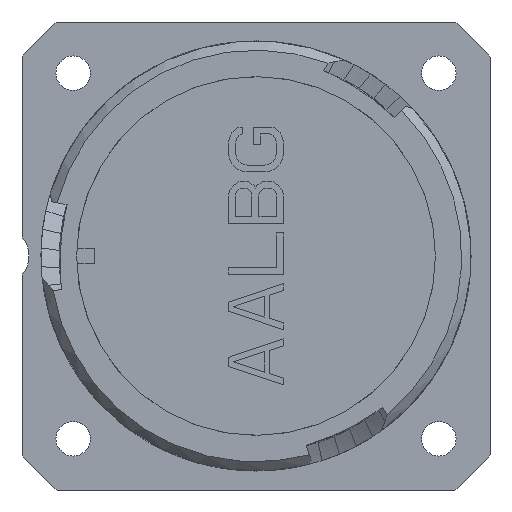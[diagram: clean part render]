
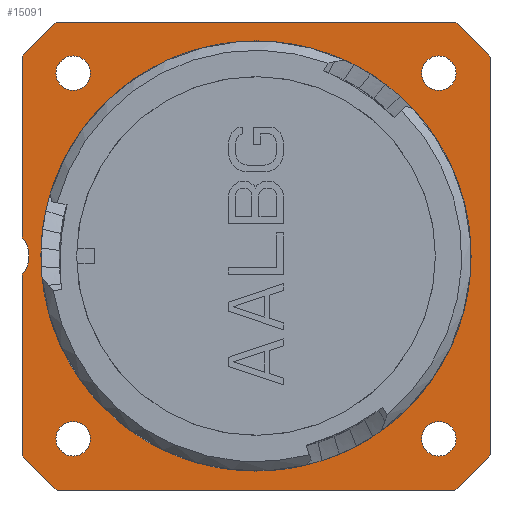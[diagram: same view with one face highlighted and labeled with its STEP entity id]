
A CAD part, left-side view. The second image highlights one B-rep face of the part: STEP entity #15091.
In plain terms, the highlighted planar face has unit normal (-1, 0, 0).
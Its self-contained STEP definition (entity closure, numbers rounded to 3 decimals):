
#613=CARTESIAN_POINT('',(20.6,0.,0.));
#614=DIRECTION('',(1.,0.,0.));
#615=DIRECTION('',(0.,1.,0.));
#616=AXIS2_PLACEMENT_3D('',#613,#614,#615);
#1620=CARTESIAN_POINT('',(20.6,0.,0.));
#1621=DIRECTION('',(-1.,0.,0.));
#1622=DIRECTION('',(0.,1.,0.));
#1623=AXIS2_PLACEMENT_3D('',#1620,#1621,#1622);
#2954=CARTESIAN_POINT('',(20.6,27.82,0.));
#2955=DIRECTION('',(-1.,0.,0.));
#2956=DIRECTION('',(0.,-0.761,-0.649));
#2957=AXIS2_PLACEMENT_3D('',#2954,#2955,#2956);
#2959=DIRECTION('',(0.,0.,1.));
#2960=VECTOR('',#2959,19.533);
#2961=CARTESIAN_POINT('',(20.6,25.4,2.063));
#2962=LINE('928',#2961,#2960);
#2963=CARTESIAN_POINT('',(20.6,0.,0.));
#2964=DIRECTION('',(1.,0.,0.));
#2965=DIRECTION('',(0.,0.762,0.648));
#2966=AXIS2_PLACEMENT_3D('',#2963,#2964,#2965);
#2968=DIRECTION('',(0.,-1.,0.));
#2969=VECTOR('',#2968,43.192);
#2970=CARTESIAN_POINT('',(20.6,21.596,25.4));
#2971=LINE('757',#2970,#2969);
#2972=CARTESIAN_POINT('',(20.6,0.,0.));
#2973=DIRECTION('',(1.,0.,0.));
#2974=DIRECTION('',(0.,-0.648,0.762));
#2975=AXIS2_PLACEMENT_3D('',#2972,#2973,#2974);
#2977=DIRECTION('',(0.,0.,-1.));
#2978=VECTOR('',#2977,43.192);
#2979=CARTESIAN_POINT('',(20.6,-25.4,21.596));
#2980=LINE('756',#2979,#2978);
#2981=CARTESIAN_POINT('',(20.6,0.,0.));
#2982=DIRECTION('',(-1.,0.,0.));
#2983=DIRECTION('',(0.,-0.648,-0.762));
#2984=AXIS2_PLACEMENT_3D('',#2981,#2982,#2983);
#2986=DIRECTION('',(0.,1.,0.));
#2987=VECTOR('',#2986,43.192);
#2988=CARTESIAN_POINT('',(20.6,-21.596,-25.4));
#2989=LINE('755',#2988,#2987);
#2990=CARTESIAN_POINT('',(20.6,0.,0.));
#2991=DIRECTION('',(-1.,0.,0.));
#2992=DIRECTION('',(0.,0.762,-0.648));
#2993=AXIS2_PLACEMENT_3D('',#2990,#2991,#2992);
#2995=DIRECTION('',(0.,0.,1.));
#2996=VECTOR('',#2995,19.533);
#2997=CARTESIAN_POINT('',(20.6,25.4,-21.596));
#2998=LINE('927',#2997,#2996);
#2999=CARTESIAN_POINT('',(20.6,19.85,-19.85));
#3000=DIRECTION('',(1.,0.,0.));
#3001=DIRECTION('',(0.,0.,-1.));
#3002=AXIS2_PLACEMENT_3D('',#2999,#3000,#3001);
#3004=CARTESIAN_POINT('',(20.6,19.85,-19.85));
#3005=DIRECTION('',(1.,0.,0.));
#3006=DIRECTION('',(0.,0.,1.));
#3007=AXIS2_PLACEMENT_3D('',#3004,#3005,#3006);
#3009=CARTESIAN_POINT('',(20.6,19.85,19.85));
#3010=DIRECTION('',(1.,0.,0.));
#3011=DIRECTION('',(0.,0.,-1.));
#3012=AXIS2_PLACEMENT_3D('',#3009,#3010,#3011);
#3014=CARTESIAN_POINT('',(20.6,19.85,19.85));
#3015=DIRECTION('',(1.,0.,0.));
#3016=DIRECTION('',(0.,0.,1.));
#3017=AXIS2_PLACEMENT_3D('',#3014,#3015,#3016);
#3019=CARTESIAN_POINT('',(20.6,-19.85,19.85));
#3020=DIRECTION('',(1.,0.,0.));
#3021=DIRECTION('',(0.,0.,-1.));
#3022=AXIS2_PLACEMENT_3D('',#3019,#3020,#3021);
#3024=CARTESIAN_POINT('',(20.6,-19.85,19.85));
#3025=DIRECTION('',(1.,0.,0.));
#3026=DIRECTION('',(0.,0.,1.));
#3027=AXIS2_PLACEMENT_3D('',#3024,#3025,#3026);
#3029=CARTESIAN_POINT('',(20.6,-19.85,-19.85));
#3030=DIRECTION('',(1.,0.,0.));
#3031=DIRECTION('',(0.,0.,-1.));
#3032=AXIS2_PLACEMENT_3D('',#3029,#3030,#3031);
#3034=CARTESIAN_POINT('',(20.6,-19.85,-19.85));
#3035=DIRECTION('',(1.,0.,0.));
#3036=DIRECTION('',(0.,0.,1.));
#3037=AXIS2_PLACEMENT_3D('',#3034,#3035,#3036);
#6042=CARTESIAN_POINT('',(20.6,23.34,0.));
#6043=CARTESIAN_POINT('',(20.6,-23.34,0.));
#6044=VERTEX_POINT('',#6042);
#6045=VERTEX_POINT('',#6043);
#6058=CARTESIAN_POINT('',(20.6,-21.596,-25.4));
#6059=CARTESIAN_POINT('',(20.6,21.596,-25.4));
#6060=VERTEX_POINT('',#6058);
#6061=VERTEX_POINT('',#6059);
#6062=CARTESIAN_POINT('',(20.6,-25.4,21.596));
#6063=CARTESIAN_POINT('',(20.6,-25.4,-21.596));
#6064=VERTEX_POINT('',#6062);
#6065=VERTEX_POINT('',#6063);
#6066=CARTESIAN_POINT('',(20.6,21.596,25.4));
#6067=CARTESIAN_POINT('',(20.6,-21.596,25.4));
#6068=VERTEX_POINT('',#6066);
#6069=VERTEX_POINT('',#6067);
#6193=CARTESIAN_POINT('',(20.6,19.85,-21.715));
#6194=CARTESIAN_POINT('',(20.6,19.85,-17.985));
#6195=VERTEX_POINT('',#6193);
#6196=VERTEX_POINT('',#6194);
#6197=CARTESIAN_POINT('',(20.6,19.85,17.985));
#6198=CARTESIAN_POINT('',(20.6,19.85,21.715));
#6199=VERTEX_POINT('',#6197);
#6200=VERTEX_POINT('',#6198);
#6201=CARTESIAN_POINT('',(20.6,-19.85,17.985));
#6202=CARTESIAN_POINT('',(20.6,-19.85,21.715));
#6203=VERTEX_POINT('',#6201);
#6204=VERTEX_POINT('',#6202);
#6205=CARTESIAN_POINT('',(20.6,-19.85,-21.715));
#6206=CARTESIAN_POINT('',(20.6,-19.85,-17.985));
#6207=VERTEX_POINT('',#6205);
#6208=VERTEX_POINT('',#6206);
#6209=CARTESIAN_POINT('',(20.6,25.4,21.596));
#6211=VERTEX_POINT('',#6209);
#6213=CARTESIAN_POINT('',(20.6,25.4,-21.596));
#6215=VERTEX_POINT('',#6213);
#6241=CARTESIAN_POINT('',(20.6,25.4,-2.063));
#6242=CARTESIAN_POINT('',(20.6,25.4,2.063));
#6243=VERTEX_POINT('',#6241);
#6244=VERTEX_POINT('',#6242);
#15036=CARTESIAN_POINT('',(20.6,0.,0.));
#15037=DIRECTION('',(1.,0.,0.));
#15038=DIRECTION('',(0.,-1.,0.));
#15039=AXIS2_PLACEMENT_3D('',#15036,#15037,#15038);
#15040=PLANE('250',#15039);
#15042=ORIENTED_EDGE('922',*,*,#15041,.T.);
#15044=ORIENTED_EDGE('928',*,*,#15043,.T.);
#15046=ORIENTED_EDGE('904',*,*,#15045,.T.);
#15048=ORIENTED_EDGE('757',*,*,#15047,.T.);
#15050=ORIENTED_EDGE('905',*,*,#15049,.T.);
#15052=ORIENTED_EDGE('756',*,*,#15051,.T.);
#15054=ORIENTED_EDGE('909',*,*,#15053,.F.);
#15056=ORIENTED_EDGE('755',*,*,#15055,.T.);
#15058=ORIENTED_EDGE('908',*,*,#15057,.F.);
#15060=ORIENTED_EDGE('927',*,*,#15059,.T.);
#15061=EDGE_LOOP('250',(#15042,#15044,#15046,#15048,#15050,#15052,#15054,#15056,
#15058,#15060));
#15062=FACE_OUTER_BOUND('250',#15061,.F.);
#15063=ORIENTED_EDGE('751',*,*,#11071,.T.);
#15064=ORIENTED_EDGE('750',*,*,#8113,.F.);
#15065=EDGE_LOOP('250',(#15063,#15064));
#15066=FACE_BOUND('250',#15065,.F.);
#15068=ORIENTED_EDGE('878',*,*,#15067,.F.);
#15070=ORIENTED_EDGE('879',*,*,#15069,.F.);
#15071=EDGE_LOOP('250',(#15068,#15070));
#15072=FACE_BOUND('250',#15071,.F.);
#15074=ORIENTED_EDGE('880',*,*,#15073,.F.);
#15076=ORIENTED_EDGE('881',*,*,#15075,.F.);
#15077=EDGE_LOOP('250',(#15074,#15076));
#15078=FACE_BOUND('250',#15077,.F.);
#15080=ORIENTED_EDGE('882',*,*,#15079,.F.);
#15082=ORIENTED_EDGE('883',*,*,#15081,.F.);
#15083=EDGE_LOOP('250',(#15080,#15082));
#15084=FACE_BOUND('250',#15083,.F.);
#15086=ORIENTED_EDGE('884',*,*,#15085,.F.);
#15088=ORIENTED_EDGE('885',*,*,#15087,.F.);
#15089=EDGE_LOOP('250',(#15086,#15088));
#15090=FACE_BOUND('250',#15089,.F.);
#617=CIRCLE('750',#616,23.34);
#1624=CIRCLE('751',#1623,23.34);
#2958=CIRCLE('922',#2957,3.18);
#2967=CIRCLE('904',#2966,33.34);
#2976=CIRCLE('905',#2975,33.34);
#2985=CIRCLE('909',#2984,33.34);
#2994=CIRCLE('908',#2993,33.34);
#3003=CIRCLE('878',#3002,1.865);
#3008=CIRCLE('879',#3007,1.865);
#3013=CIRCLE('880',#3012,1.865);
#3018=CIRCLE('881',#3017,1.865);
#3023=CIRCLE('882',#3022,1.865);
#3028=CIRCLE('883',#3027,1.865);
#3033=CIRCLE('884',#3032,1.865);
#3038=CIRCLE('885',#3037,1.865);
#8113=EDGE_CURVE('750',#6044,#6045,#617,.T.);
#11071=EDGE_CURVE('751',#6044,#6045,#1624,.T.);
#15041=EDGE_CURVE('922',#6243,#6244,#2958,.T.);
#15043=EDGE_CURVE('928',#6244,#6211,#2962,.T.);
#15045=EDGE_CURVE('904',#6211,#6068,#2967,.T.);
#15047=EDGE_CURVE('757',#6068,#6069,#2971,.T.);
#15049=EDGE_CURVE('905',#6069,#6064,#2976,.T.);
#15051=EDGE_CURVE('756',#6064,#6065,#2980,.T.);
#15053=EDGE_CURVE('909',#6060,#6065,#2985,.T.);
#15055=EDGE_CURVE('755',#6060,#6061,#2989,.T.);
#15057=EDGE_CURVE('908',#6215,#6061,#2994,.T.);
#15059=EDGE_CURVE('927',#6215,#6243,#2998,.T.);
#15067=EDGE_CURVE('878',#6195,#6196,#3003,.T.);
#15069=EDGE_CURVE('879',#6196,#6195,#3008,.T.);
#15073=EDGE_CURVE('880',#6199,#6200,#3013,.T.);
#15075=EDGE_CURVE('881',#6200,#6199,#3018,.T.);
#15079=EDGE_CURVE('882',#6203,#6204,#3023,.T.);
#15081=EDGE_CURVE('883',#6204,#6203,#3028,.T.);
#15085=EDGE_CURVE('884',#6207,#6208,#3033,.T.);
#15087=EDGE_CURVE('885',#6208,#6207,#3038,.T.);
#15091=ADVANCED_FACE('250',(#15062,#15066,#15072,#15078,#15084,#15090),#15040,
.F.);
